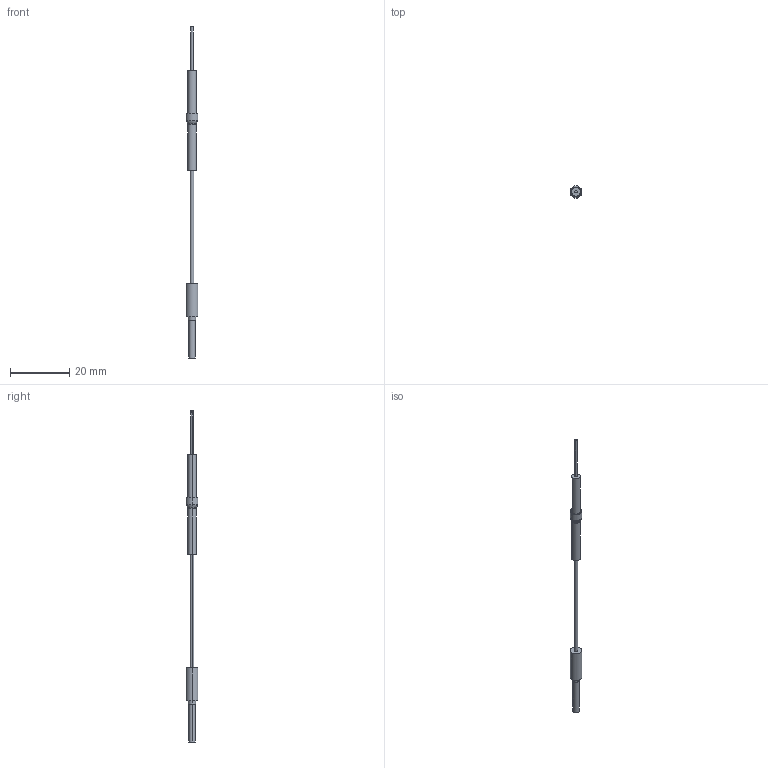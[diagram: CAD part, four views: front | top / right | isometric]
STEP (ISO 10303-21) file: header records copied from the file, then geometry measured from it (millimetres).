
FILE_DESCRIPTION (( 'STEP AP214' ), '1' );
FILE_NAME ('FOACAMPT32SQ_3D.step', '2023-07-19T00:46:21', ( '' ), ( '' ), 'SwSTEP 2.0', 'SolidWorks 2022', '' );
FILE_SCHEMA (( 'AUTOMOTIVE_DESIGN' ));
Length unit declared in the file: millimetre
Products named in the file (1): FOACAMPT32SQ_3D
Bounding box: 4 x 4 x 112 mm (x, y, z)
Volume: 443.8 mm3; surface area: 1056.3 mm2
Topology: 2 solids, 2 shells, 52 faces, 106 edges, 64 vertices
Faces by surface type: cylinder 25, plane 13, torus 8, cone 6
Entity records: 1909 total; most frequent: DIRECTION 278, CARTESIAN_POINT 229, ORIENTED_EDGE 212, AXIS2_PLACEMENT_3D 121, EDGE_CURVE 106, CIRCLE 68, VERTEX_POINT 64, EDGE_LOOP 60
